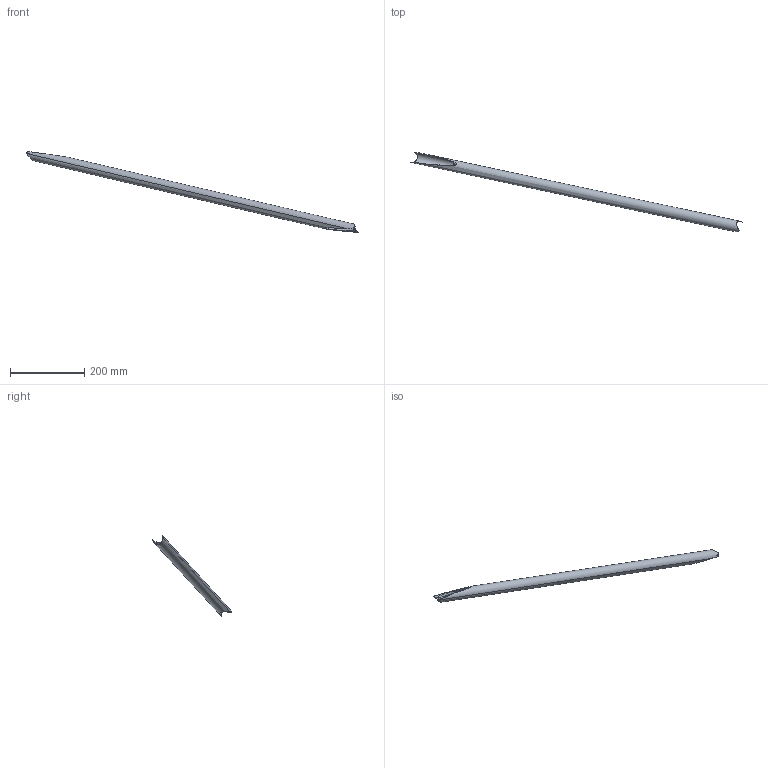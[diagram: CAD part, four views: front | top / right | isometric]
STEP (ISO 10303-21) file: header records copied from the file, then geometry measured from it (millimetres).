
FILE_DESCRIPTION(('STEP AP214'),'1');
FILE_NAME('25.stp','2018-02-08T14:39:08',(' '),(' '),'Spatial InterOp 3D',' ',' ');
FILE_SCHEMA(('automotive_design'));
Length unit declared in the file: metre
Products named in the file (1): Corps1
Bounding box: 892.8 x 214.66 x 217.61 mm (x, y, z)
Volume: 113655 mm3; surface area: 153125.2 mm2
Topology: 1 solids, 1 shells, 14 faces, 43 edges, 29 vertices
Faces by surface type: cylinder 14
Entity records: 1007 total; most frequent: CARTESIAN_POINT 476, DIRECTION 86, ORIENTED_EDGE 86, EDGE_CURVE 43, AXIS2_PLACEMENT_3D 39, VERTEX_POINT 29, ELLIPSE 19, STYLED_ITEM 15
